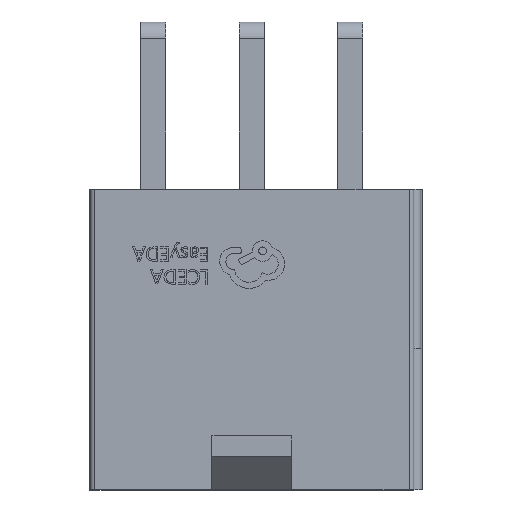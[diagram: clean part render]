
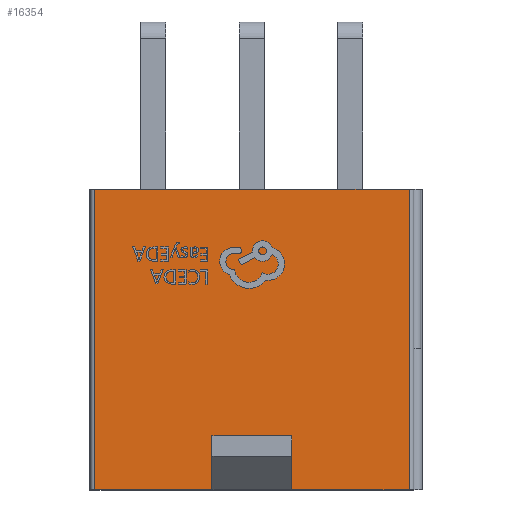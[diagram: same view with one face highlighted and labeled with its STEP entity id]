
A CAD part, top view. The second image highlights one B-rep face of the part: STEP entity #16354.
In plain terms, the highlighted planar face has unit normal (0, 0, 1).
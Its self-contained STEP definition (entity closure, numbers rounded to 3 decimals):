
#346 = LINE ( 'NONE', #2004, #15213 ) ;
#540 = VERTEX_POINT ( 'NONE', #4524 ) ;
#887 = VECTOR ( 'NONE', #14501, 1000. ) ;
#1112 = ORIENTED_EDGE ( 'NONE', *, *, #3938, .T. ) ;
#2004 = CARTESIAN_POINT ( 'NONE',  ( 6.9, -16.65, 10. ) ) ;
#2437 = LINE ( 'NONE', #10913, #13109 ) ;
#2450 = ORIENTED_EDGE ( 'NONE', *, *, #20784, .F. ) ;
#2834 = EDGE_CURVE ( 'NONE', #13392, #5894, #346, .T. ) ;
#3191 = CARTESIAN_POINT ( 'NONE',  ( 0., 0., 10. ) ) ;
#3461 = EDGE_CURVE ( 'NONE', #9614, #10124, #8885, .T. ) ;
#3517 = VECTOR ( 'NONE', #11868, 1000. ) ;
#3520 = DIRECTION ( 'NONE',  ( 0., 0., -1. ) ) ;
#3938 = EDGE_CURVE ( 'NONE', #15337, #13392, #3987, .T. ) ;
#3963 = ORIENTED_EDGE ( 'NONE', *, *, #13165, .T. ) ;
#3987 = LINE ( 'NONE', #10789, #12135 ) ;
#4040 = ORIENTED_EDGE ( 'NONE', *, *, #10028, .T. ) ;
#4524 = CARTESIAN_POINT ( 'NONE',  ( 1.7, -14.364, 10. ) ) ;
#5613 = CARTESIAN_POINT ( 'NONE',  ( 1.7, -16.65, 10. ) ) ;
#5894 = VERTEX_POINT ( 'NONE', #6021 ) ;
#6021 = CARTESIAN_POINT ( 'NONE',  ( -1.7, -16.65, 10. ) ) ;
#6113 = EDGE_LOOP ( 'NONE', ( #15490, #1112, #16144, #4040, #2450, #12978, #3963, #17279 ) ) ;
#6735 = LINE ( 'NONE', #16892, #14860 ) ;
#7483 = LINE ( 'NONE', #17744, #887 ) ;
#7659 = VECTOR ( 'NONE', #11402, 1000. ) ;
#8417 = VERTEX_POINT ( 'NONE', #12728 ) ;
#8615 = LINE ( 'NONE', #16738, #11219 ) ;
#8789 = CARTESIAN_POINT ( 'NONE',  ( -6.7, -16.65, 10. ) ) ;
#8885 = LINE ( 'NONE', #20574, #3517 ) ;
#8992 = CARTESIAN_POINT ( 'NONE',  ( 6.7, -16.65, 10. ) ) ;
#9541 = VERTEX_POINT ( 'NONE', #5613 ) ;
#9614 = VERTEX_POINT ( 'NONE', #8992 ) ;
#10028 = EDGE_CURVE ( 'NONE', #5894, #8417, #7483, .T. ) ;
#10124 = VERTEX_POINT ( 'NONE', #11365 ) ;
#10789 = CARTESIAN_POINT ( 'NONE',  ( -6.7, 0., 10. ) ) ;
#10913 = CARTESIAN_POINT ( 'NONE',  ( 6.9, -16.65, 10. ) ) ;
#11219 = VECTOR ( 'NONE', #13511, 1000. ) ;
#11365 = CARTESIAN_POINT ( 'NONE',  ( 6.7, -3.85, 10. ) ) ;
#11402 = DIRECTION ( 'NONE',  ( -1., 0., 0. ) ) ;
#11868 = DIRECTION ( 'NONE',  ( 0., 1., 0. ) ) ;
#11871 = DIRECTION ( 'NONE',  ( -1., 0., 0. ) ) ;
#12135 = VECTOR ( 'NONE', #14252, 1000. ) ;
#12728 = CARTESIAN_POINT ( 'NONE',  ( -1.7, -14.364, 10. ) ) ;
#12978 = ORIENTED_EDGE ( 'NONE', *, *, #21366, .F. ) ;
#13109 = VECTOR ( 'NONE', #14149, 1000. ) ;
#13165 = EDGE_CURVE ( 'NONE', #9541, #9614, #2437, .T. ) ;
#13392 = VERTEX_POINT ( 'NONE', #8789 ) ;
#13511 = DIRECTION ( 'NONE',  ( 0., 1., 0. ) ) ;
#14149 = DIRECTION ( 'NONE',  ( 1., 0., 0. ) ) ;
#14252 = DIRECTION ( 'NONE',  ( 0., -1., 0. ) ) ;
#14433 = CARTESIAN_POINT ( 'NONE',  ( 1.7, -14.364, 10. ) ) ;
#14501 = DIRECTION ( 'NONE',  ( 0., 1., 0. ) ) ;
#14860 = VECTOR ( 'NONE', #11871, 1000. ) ;
#15213 = VECTOR ( 'NONE', #20518, 1000. ) ;
#15337 = VERTEX_POINT ( 'NONE', #21358 ) ;
#15490 = ORIENTED_EDGE ( 'NONE', *, *, #17929, .T. ) ;
#16144 = ORIENTED_EDGE ( 'NONE', *, *, #2834, .T. ) ;
#16354 = ADVANCED_FACE ( 'NONE', ( #20256 ), #18685, .F. ) ;
#16738 = CARTESIAN_POINT ( 'NONE',  ( 1.7, -14.364, 10. ) ) ;
#16892 = CARTESIAN_POINT ( 'NONE',  ( 6.9, -3.85, 10. ) ) ;
#17279 = ORIENTED_EDGE ( 'NONE', *, *, #3461, .T. ) ;
#17284 = AXIS2_PLACEMENT_3D ( 'NONE', #3191, #3520, #21911 ) ;
#17744 = CARTESIAN_POINT ( 'NONE',  ( -1.7, -14.364, 10. ) ) ;
#17782 = LINE ( 'NONE', #14433, #7659 ) ;
#17929 = EDGE_CURVE ( 'NONE', #10124, #15337, #6735, .T. ) ;
#18685 = PLANE ( 'NONE',  #17284 ) ;
#20256 = FACE_OUTER_BOUND ( 'NONE', #6113, .T. ) ;
#20518 = DIRECTION ( 'NONE',  ( 1., 0., 0. ) ) ;
#20574 = CARTESIAN_POINT ( 'NONE',  ( 6.7, 0., 10. ) ) ;
#20784 = EDGE_CURVE ( 'NONE', #540, #8417, #17782, .T. ) ;
#21358 = CARTESIAN_POINT ( 'NONE',  ( -6.7, -3.85, 10. ) ) ;
#21366 = EDGE_CURVE ( 'NONE', #9541, #540, #8615, .T. ) ;
#21911 = DIRECTION ( 'NONE',  ( -1., 0., 0. ) ) ;
